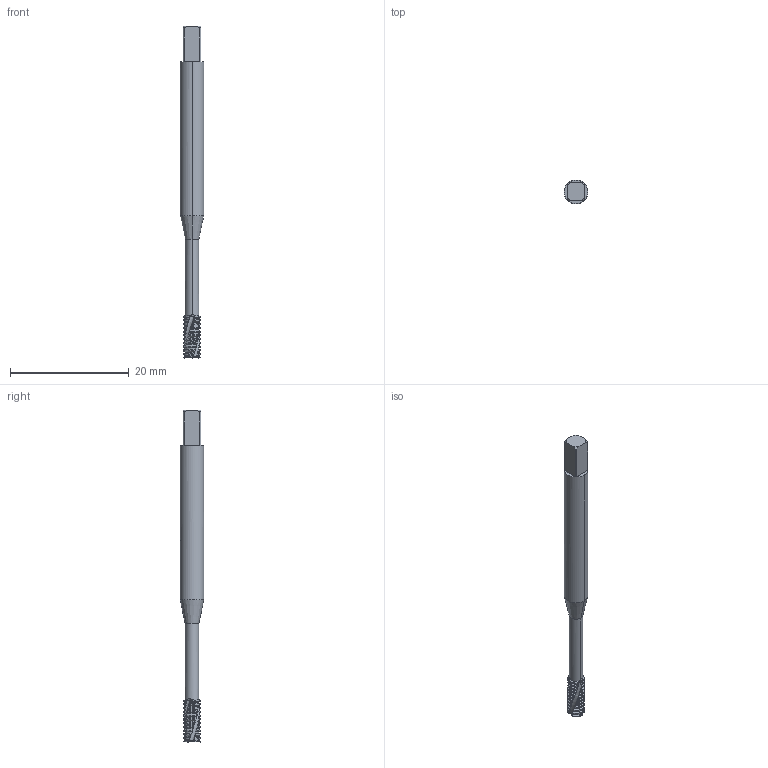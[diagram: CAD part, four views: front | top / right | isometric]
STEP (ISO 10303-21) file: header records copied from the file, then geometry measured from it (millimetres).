
FILE_DESCRIPTION(('no description'),'unknown implementation level');
FILE_NAME('solide6iWQQZoGKIv9FtAaVo_s7CxRcM_1.STP',' ',('CIM GmbH Aachen'),('CADClick - KiM GmbH - www.kimweb.de'),'unknown preprocess','ACIS','unknown authorization');
FILE_SCHEMA(('automotive_design'));
Length unit declared in the file: millimetre
Products named in the file (2): 1; 2
Bounding box: 4 x 4 x 56 mm (x, y, z)
Volume: 500.6 mm3; surface area: 722.5 mm2
Topology: 2 solids, 2 shells, 344 faces, 983 edges, 640 vertices
Faces by surface type: cylinder 121, cone 113, bspline 84, plane 17, revolution 9
Entity records: 30508 total; most frequent: CARTESIAN_POINT 11799, STYLED_ITEM 1966, PRESENTATION_STYLE_ASSIGNMENT 1966, COLOUR_RGB 1966, ORIENTED_EDGE 1960, DIRECTION 1203, EDGE_CURVE 980, CURVE_STYLE 980
